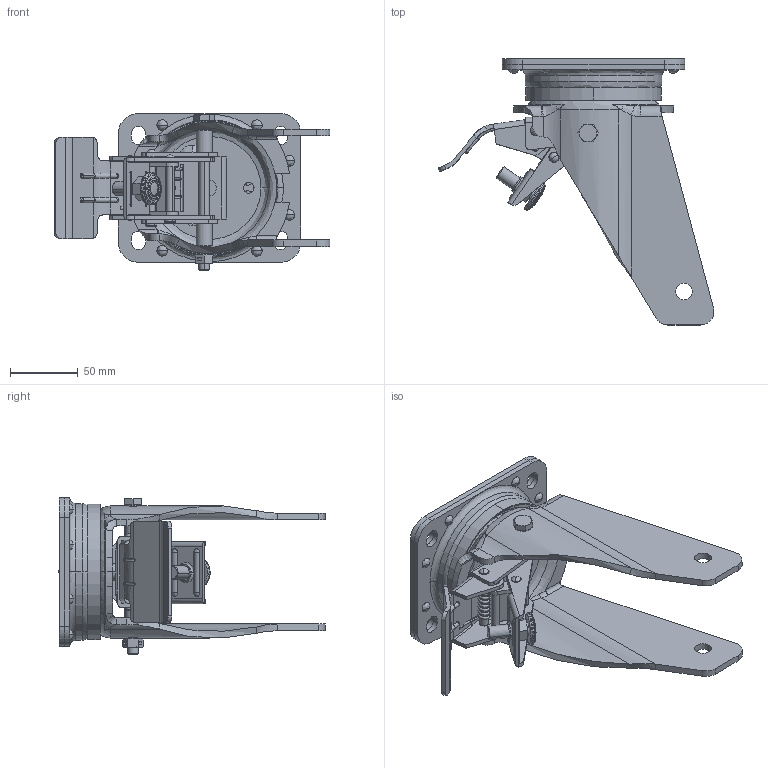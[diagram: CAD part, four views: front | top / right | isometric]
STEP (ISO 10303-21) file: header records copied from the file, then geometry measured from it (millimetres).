
FILE_DESCRIPTION (( 'STEP AP214' ), '1' );
FILE_NAME ('0019425BRL.step', '2023-02-16T10:11:28', ( '' ), ( '' ), 'SwSTEP 2.0', 'SolidWorks 2020', '' );
FILE_SCHEMA (( 'AUTOMOTIVE_DESIGN' ));
Length unit declared in the file: millimetre
Products named in the file (1): 0019425BRL
Bounding box: 203.93 x 196.76 x 116 mm (x, y, z)
Surface area: 229858.3 mm2 (no closed solid volume)
Topology: 0 solids, 38 shells, 1198 faces, 2960 edges, 1890 vertices
Faces by surface type: plane 495, cylinder 429, bspline 206, cone 66, torus 2
Entity records: 61247 total; most frequent: CARTESIAN_POINT 19845, ORIENTED_EDGE 5852, DIRECTION 5651, EDGE_CURVE 2926, AXIS2_PLACEMENT_3D 2092, VERTEX_POINT 1890, LINE 1467, VECTOR 1467
